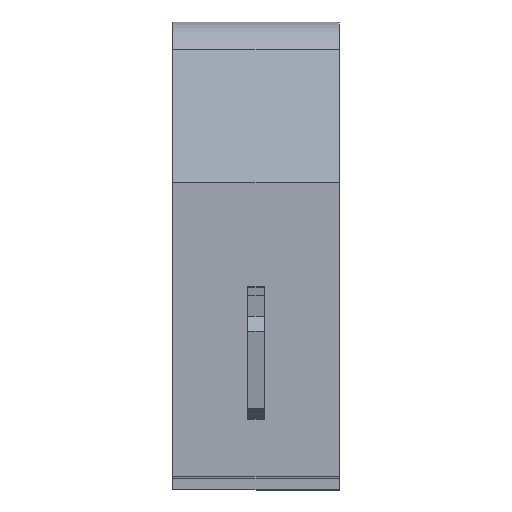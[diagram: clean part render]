
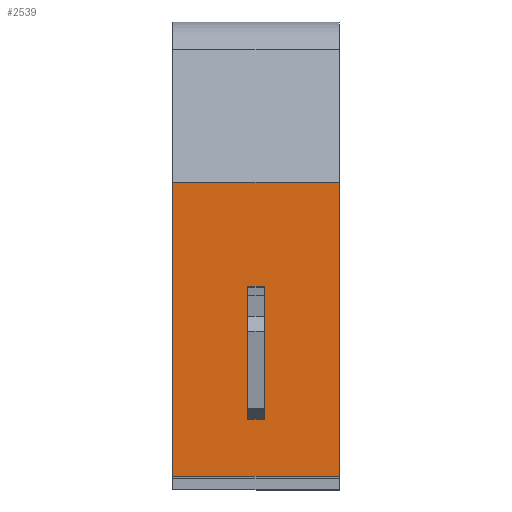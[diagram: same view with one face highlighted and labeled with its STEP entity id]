
A CAD part, front view. The second image highlights one B-rep face of the part: STEP entity #2539.
In plain terms, the highlighted planar face has unit normal (0, -1, 0).
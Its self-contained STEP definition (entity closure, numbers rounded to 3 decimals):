
#1766=CARTESIAN_POINT('',(10.,-16.95,18.442));
#1767=VERTEX_POINT('',#1766);
#1774=CARTESIAN_POINT('',(10.0,-16.95,0.742));
#1775=VERTEX_POINT('',#1774);
#1776=CARTESIAN_POINT('',(10.0,-16.95,0.742));
#1777=DIRECTION('',(0.0,0.0,1.0));
#1778=VECTOR('',#1777,17.7);
#1779=LINE('',#1776,#1778);
#1780=EDGE_CURVE('',#1775,#1767,#1779,.T.);
#2497=CARTESIAN_POINT('',(0.,-16.95,18.442));
#2498=VERTEX_POINT('',#2497);
#2505=CARTESIAN_POINT('',(10.,-16.95,18.442));
#2506=DIRECTION('',(-1.0,0.0,0.0));
#2507=VECTOR('',#2506,10.);
#2508=LINE('',#2505,#2507);
#2509=EDGE_CURVE('',#1767,#2498,#2508,.T.);
#2516=CARTESIAN_POINT('',(10.,-16.95,18.442));
#2517=DIRECTION('',(0.0,-1.0,0.0));
#2518=DIRECTION('',(1.0,0.0,0.0));
#2519=AXIS2_PLACEMENT_3D('',#2516,#2517,#2518);
#2520=PLANE('',#2519);
#2521=CARTESIAN_POINT('',(0.,-16.95,0.742));
#2522=VERTEX_POINT('',#2521);
#2523=CARTESIAN_POINT('',(0.,-16.95,18.442));
#2524=DIRECTION('',(0.0,0.0,-1.0));
#2525=VECTOR('',#2524,17.7);
#2526=LINE('',#2523,#2525);
#2527=EDGE_CURVE('',#2498,#2522,#2526,.T.);
#2528=ORIENTED_EDGE('',*,*,#2527,.T.);
#2529=CARTESIAN_POINT('',(10.0,-16.95,0.742));
#2530=DIRECTION('',(-1.0,0.0,0.0));
#2531=VECTOR('',#2530,10.0);
#2532=LINE('',#2529,#2531);
#2533=EDGE_CURVE('',#1775,#2522,#2532,.T.);
#2534=ORIENTED_EDGE('',*,*,#2533,.F.);
#2535=ORIENTED_EDGE('',*,*,#1780,.T.);
#2536=ORIENTED_EDGE('',*,*,#2509,.T.);
#2537=EDGE_LOOP('',(#2528,#2534,#2535,#2536));
#2538=FACE_OUTER_BOUND('',#2537,.T.);
#2539=ADVANCED_FACE('',(#2538),#2520,.T.);
